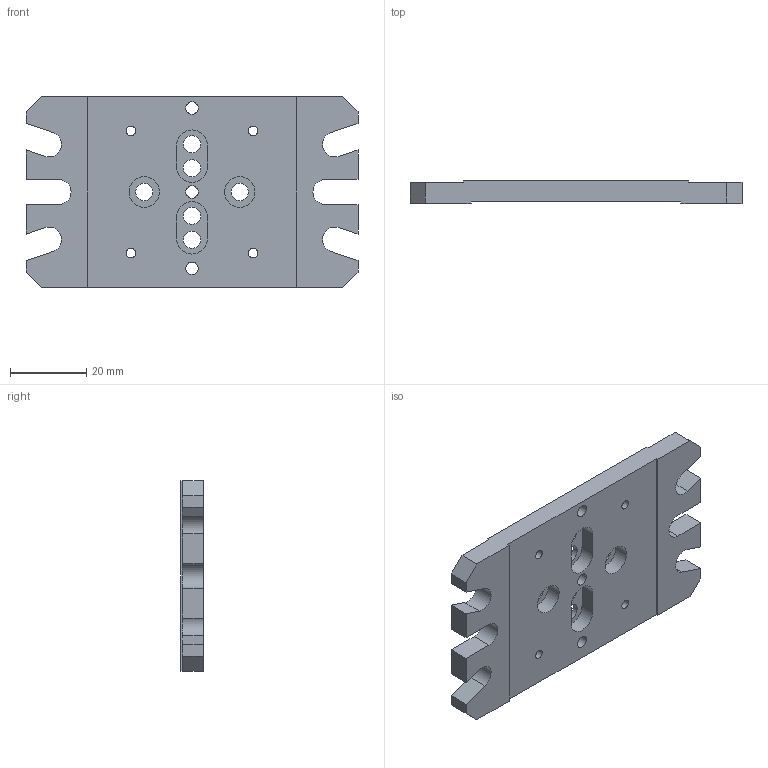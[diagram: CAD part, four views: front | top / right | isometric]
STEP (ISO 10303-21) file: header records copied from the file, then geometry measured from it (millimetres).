
FILE_DESCRIPTION(/* description */ (''),/* implementation_level */ '2;1');
FILE_NAME(/* name */ '3UBP-04.stp',/* time_stamp */ '2014-06-11T09:44:31+03:00',/* author */ ('Ramunas.Z'),/* organization */ (''),/* preprocessor_version */ 'ST-DEVELOPER v15.2',/* originating_system */ 'Autodesk Inventor 2014',/* authorisation */ '');
FILE_SCHEMA (('AUTOMOTIVE_DESIGN { 1 0 10303 214 3 1 1 }'));
Length unit declared in the file: millimetre
Products named in the file (1): 3UBP-04.01
Bounding box: 87 x 6 x 50 mm (x, y, z)
Volume: 20193 mm3; surface area: 10694.6 mm2
Topology: 1 solids, 1 shells, 69 faces, 200 edges, 137 vertices
Faces by surface type: plane 44, cylinder 25
Full cylindrical faces by diameter (mm): 2.459 x4, 3.242 x3, 4.5 x6, 8 x2
Entity records: 2191 total; most frequent: CARTESIAN_POINT 370, DIRECTION 364, ORIENTED_EDGE 348, EDGE_CURVE 174, VERTEX_POINT 126, LINE 124, VECTOR 124, AXIS2_PLACEMENT_3D 120
